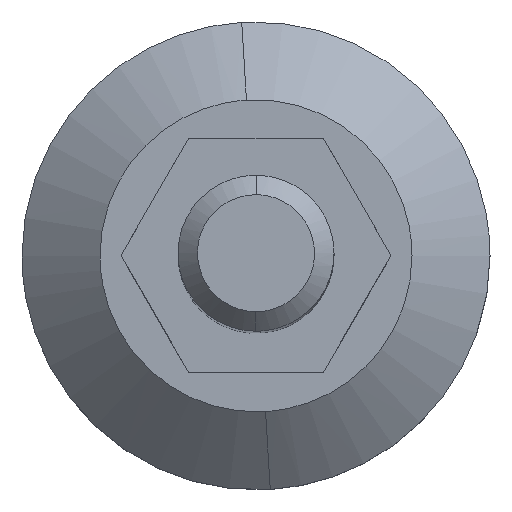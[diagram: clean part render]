
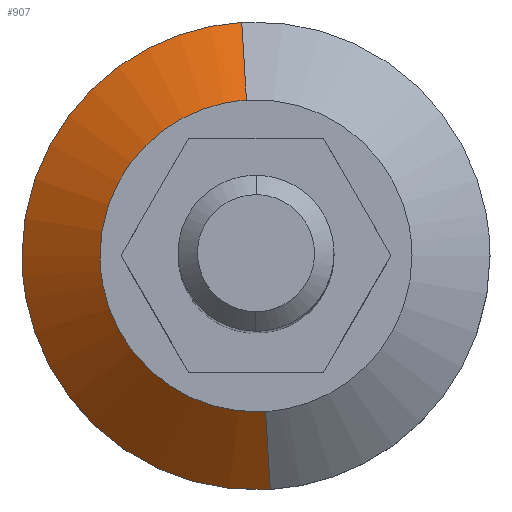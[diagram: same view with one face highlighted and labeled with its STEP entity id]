
A CAD part, top view. The second image highlights one B-rep face of the part: STEP entity #907.
In plain terms, the highlighted free-form (B-spline) face has degree [2, 1] with [5, 2] control points.
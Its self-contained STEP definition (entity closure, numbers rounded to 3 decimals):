
#653=CARTESIAN_POINT('',(1.221,-19.963,17.));
#654=VERTEX_POINT('',#653);
#655=CARTESIAN_POINT('',(-20.0,0.0,17.0));
#656=VERTEX_POINT('',#655);
#657=CARTESIAN_POINT('',(1.221,-19.963,17.));
#658=CARTESIAN_POINT('',(0.611,-20.,17.));
#659=CARTESIAN_POINT('',(0.,-20.,17.));
#660=CARTESIAN_POINT('',(-20.,-20.,17.));
#661=CARTESIAN_POINT('',(-20.0,0.0,17.0));
#669=(BOUNDED_CURVE()B_SPLINE_CURVE(2,(#657,#658,#659,#660,#661),.UNSPECIFIED.,.F.,.U.)B_SPLINE_CURVE_WITH_KNOTS((3,2,3),(0.739,0.75,1.0),.UNSPECIFIED.)CURVE()GEOMETRIC_REPRESENTATION_ITEM()RATIONAL_B_SPLINE_CURVE((0.976,0.988,1.0,0.707,1.0))REPRESENTATION_ITEM(''));
#670=EDGE_CURVE('',#654,#656,#669,.T.);
#687=CARTESIAN_POINT('',(-1.221,19.963,17.));
#688=VERTEX_POINT('',#687);
#704=CARTESIAN_POINT('',(-20.0,0.0,17.0));
#705=CARTESIAN_POINT('',(-20.,18.814,17.));
#706=CARTESIAN_POINT('',(-1.221,19.963,17.));
#714=(BOUNDED_CURVE()B_SPLINE_CURVE(2,(#704,#705,#706),.UNSPECIFIED.,.F.,.U.)B_SPLINE_CURVE_WITH_KNOTS((3,3),(0.0,0.239),.UNSPECIFIED.)CURVE()GEOMETRIC_REPRESENTATION_ITEM()RATIONAL_B_SPLINE_CURVE((1.0,0.72,0.976))REPRESENTATION_ITEM(''));
#715=EDGE_CURVE('',#656,#688,#714,.T.);
#804=CARTESIAN_POINT('',(-1.831,29.944,8.609));
#805=VERTEX_POINT('',#804);
#823=CARTESIAN_POINT('',(-1.221,19.963,17.));
#824=CARTESIAN_POINT('',(-1.831,29.944,8.609));
#825=QUASI_UNIFORM_CURVE('',1,(#823,#824),.UNSPECIFIED.,.F.,.U.);
#826=EDGE_CURVE('',#688,#805,#825,.T.);
#830=CARTESIAN_POINT('',(1.831,-29.944,8.609));
#831=VERTEX_POINT('',#830);
#832=CARTESIAN_POINT('',(1.221,-19.963,17.));
#833=CARTESIAN_POINT('',(1.831,-29.944,8.609));
#834=QUASI_UNIFORM_CURVE('',1,(#832,#833),.UNSPECIFIED.,.F.,.U.);
#835=EDGE_CURVE('',#654,#831,#834,.T.);
#853=CARTESIAN_POINT('',(1.206,-19.713,17.21));
#854=CARTESIAN_POINT('',(-18.507,-20.919,17.21));
#855=CARTESIAN_POINT('',(-19.713,-1.206,17.21));
#856=CARTESIAN_POINT('',(-20.919,18.507,17.21));
#857=CARTESIAN_POINT('',(-1.206,19.713,17.21));
#858=CARTESIAN_POINT('',(1.847,-30.2,8.394));
#859=CARTESIAN_POINT('',(-28.353,-32.047,8.394));
#860=CARTESIAN_POINT('',(-30.2,-1.847,8.394));
#861=CARTESIAN_POINT('',(-32.047,28.353,8.394));
#862=CARTESIAN_POINT('',(-1.847,30.2,8.394));
#870=(BOUNDED_SURFACE()B_SPLINE_SURFACE(2,1,((#853,#858),(#854,#859),(#855,#860),(#856,#861),(#857,#862)),.UNSPECIFIED.,.F.,.F.,.U.)B_SPLINE_SURFACE_WITH_KNOTS((3,2,3),(2,2),(0.0,50.13,100.26),(0.0,13.715),.UNSPECIFIED.)GEOMETRIC_REPRESENTATION_ITEM()RATIONAL_B_SPLINE_SURFACE(((1.0,1.0),(0.707,0.707),(1.0,1.0),(0.707,0.707),(1.0,1.0)))REPRESENTATION_ITEM('')SURFACE());
#871=CARTESIAN_POINT('',(-30.0,0.0,8.609));
#872=VERTEX_POINT('',#871);
#873=CARTESIAN_POINT('',(-30.0,0.0,8.609));
#874=CARTESIAN_POINT('',(-30.,28.221,8.609));
#875=CARTESIAN_POINT('',(-1.831,29.944,8.609));
#883=(BOUNDED_CURVE()B_SPLINE_CURVE(2,(#873,#874,#875),.UNSPECIFIED.,.F.,.U.)B_SPLINE_CURVE_WITH_KNOTS((3,3),(0.0,0.239),.UNSPECIFIED.)CURVE()GEOMETRIC_REPRESENTATION_ITEM()RATIONAL_B_SPLINE_CURVE((1.0,0.72,0.976))REPRESENTATION_ITEM(''));
#884=EDGE_CURVE('',#872,#805,#883,.T.);
#885=ORIENTED_EDGE('',*,*,#884,.F.);
#886=CARTESIAN_POINT('',(1.831,-29.944,8.609));
#887=CARTESIAN_POINT('',(0.917,-30.,8.609));
#888=CARTESIAN_POINT('',(0.,-30.,8.609));
#889=CARTESIAN_POINT('',(-30.,-30.,8.609));
#890=CARTESIAN_POINT('',(-30.0,0.0,8.609));
#898=(BOUNDED_CURVE()B_SPLINE_CURVE(2,(#886,#887,#888,#889,#890),.UNSPECIFIED.,.F.,.U.)B_SPLINE_CURVE_WITH_KNOTS((3,2,3),(0.739,0.75,1.0),.UNSPECIFIED.)CURVE()GEOMETRIC_REPRESENTATION_ITEM()RATIONAL_B_SPLINE_CURVE((0.976,0.988,1.0,0.707,1.0))REPRESENTATION_ITEM(''));
#899=EDGE_CURVE('',#831,#872,#898,.T.);
#900=ORIENTED_EDGE('',*,*,#899,.F.);
#901=ORIENTED_EDGE('',*,*,#835,.F.);
#902=ORIENTED_EDGE('',*,*,#670,.T.);
#903=ORIENTED_EDGE('',*,*,#715,.T.);
#904=ORIENTED_EDGE('',*,*,#826,.T.);
#905=EDGE_LOOP('',(#885,#900,#901,#902,#903,#904));
#906=FACE_OUTER_BOUND('',#905,.T.);
#907=ADVANCED_FACE('',(#906),#870,.T.);
